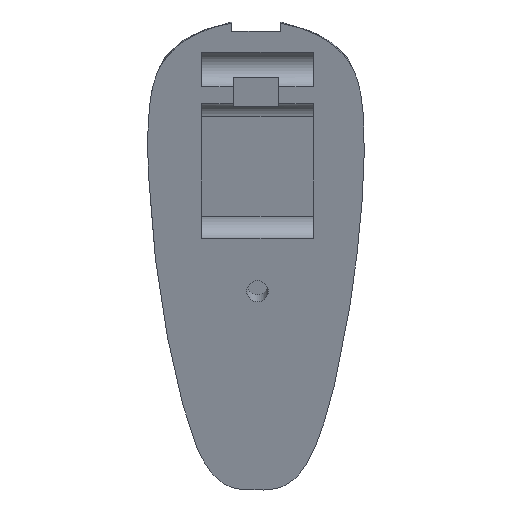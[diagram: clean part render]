
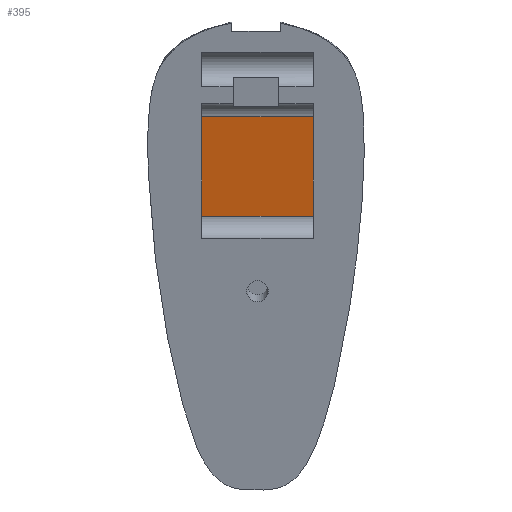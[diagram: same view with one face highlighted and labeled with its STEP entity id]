
A CAD part, left-side view. The second image highlights one B-rep face of the part: STEP entity #395.
In plain terms, the highlighted planar face has unit normal (-0.966, 0, -0.259).
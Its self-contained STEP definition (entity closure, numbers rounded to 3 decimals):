
#48=PLANE('',#443);
#65=FACE_OUTER_BOUND('',#90,.T.);
#90=EDGE_LOOP('',(#334,#335,#336,#337));
#107=LINE('',#831,#134);
#123=LINE('',#918,#150);
#124=LINE('',#921,#151);
#125=LINE('',#922,#152);
#134=VECTOR('',#486,10.);
#150=VECTOR('',#526,10.);
#151=VECTOR('',#529,10.);
#152=VECTOR('',#530,10.);
#183=VERTEX_POINT('',#829);
#184=VERTEX_POINT('',#830);
#201=VERTEX_POINT('',#916);
#202=VERTEX_POINT('',#920);
#226=EDGE_CURVE('',#183,#184,#107,.T.);
#252=EDGE_CURVE('',#183,#201,#123,.T.);
#253=EDGE_CURVE('',#202,#201,#124,.T.);
#254=EDGE_CURVE('',#184,#202,#125,.T.);
#334=ORIENTED_EDGE('',*,*,#253,.T.);
#335=ORIENTED_EDGE('',*,*,#252,.F.);
#336=ORIENTED_EDGE('',*,*,#226,.T.);
#337=ORIENTED_EDGE('',*,*,#254,.T.);
#395=ADVANCED_FACE('',(#65),#48,.F.);
#443=AXIS2_PLACEMENT_3D('',#919,#527,#528);
#486=DIRECTION('',(-0.259,0.,0.966));
#526=DIRECTION('',(0.,1.,0.));
#527=DIRECTION('center_axis',(0.966,0.,0.259));
#528=DIRECTION('ref_axis',(0.259,0.,-0.966));
#529=DIRECTION('',(0.259,0.,-0.966));
#530=DIRECTION('',(0.,1.,0.));
#829=CARTESIAN_POINT('',(29.843,-2.583,-1.532));
#830=CARTESIAN_POINT('',(27.841,-2.583,5.936));
#831=CARTESIAN_POINT('',(29.096,-2.583,1.254));
#916=CARTESIAN_POINT('',(29.843,5.817,-1.532));
#918=CARTESIAN_POINT('',(29.843,-2.383,-1.532));
#919=CARTESIAN_POINT('Origin',(27.841,-2.383,5.936));
#920=CARTESIAN_POINT('',(27.841,5.817,5.936));
#921=CARTESIAN_POINT('',(28.079,5.817,5.05));
#922=CARTESIAN_POINT('',(27.841,-2.383,5.936));
